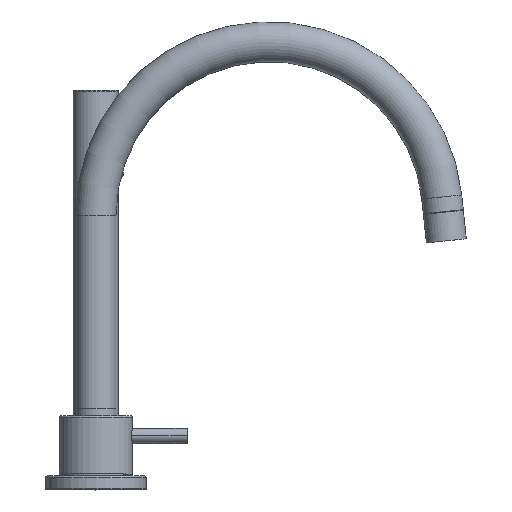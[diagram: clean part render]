
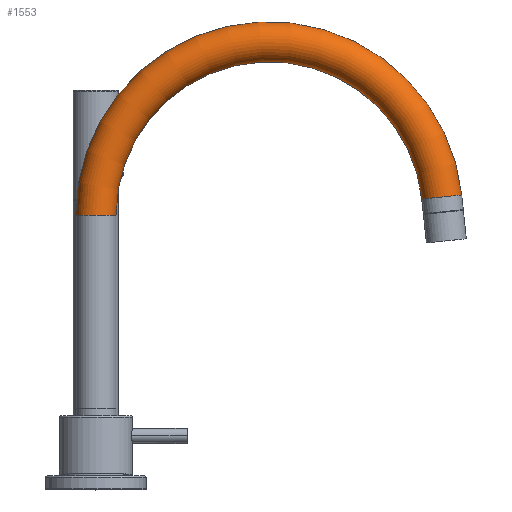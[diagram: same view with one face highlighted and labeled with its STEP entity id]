
A CAD part, top view. The second image highlights one B-rep face of the part: STEP entity #1553.
In plain terms, the highlighted toroidal (fillet/blend) face has major radius 2413 mm and minor radius 279.4 mm.
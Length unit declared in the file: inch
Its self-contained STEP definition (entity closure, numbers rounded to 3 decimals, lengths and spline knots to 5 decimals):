
#1380=CARTESIAN_POINT('',(0.,150.,0.));
#1381=DIRECTION('',(0.,-1.,0.));
#1382=DIRECTION('',(1.,0.,0.));
#1383=AXIS2_PLACEMENT_3D('',#1380,#1381,#1382);
#1389=CARTESIAN_POINT('',(189.47958,159.9302,0.));
#1390=DIRECTION('',(-0.105,0.995,0.));
#1391=DIRECTION('',(-0.995,-0.105,0.));
#1392=AXIS2_PLACEMENT_3D('',#1389,#1390,#1391);
#1394=CARTESIAN_POINT('',(95.,150.,0.));
#1395=DIRECTION('',(0.,0.,1.));
#1396=DIRECTION('',(0.995,0.105,0.));
#1397=AXIS2_PLACEMENT_3D('',#1394,#1395,#1396);
#1432=CARTESIAN_POINT('',(95.,150.,0.));
#1433=DIRECTION('',(0.,0.,1.));
#1434=DIRECTION('',(0.995,0.105,0.));
#1435=AXIS2_PLACEMENT_3D('',#1432,#1433,#1434);
#1457=CARTESIAN_POINT('',(178.53984,158.78039,0.));
#1458=CARTESIAN_POINT('',(200.41932,161.08001,0.));
#1459=VERTEX_POINT('',#1457);
#1460=VERTEX_POINT('',#1458);
#1461=CARTESIAN_POINT('',(11.,150.,0.));
#1462=CARTESIAN_POINT('',(-11.,150.,0.));
#1463=VERTEX_POINT('',#1461);
#1464=VERTEX_POINT('',#1462);
#1539=CARTESIAN_POINT('',(95.,150.,0.));
#1540=DIRECTION('',(0.,0.,1.));
#1541=DIRECTION('',(-0.995,-0.105,0.));
#1542=AXIS2_PLACEMENT_3D('',#1539,#1540,#1541);
#1543=TOROIDAL_SURFACE('',#1542,95.,11.);
#1545=ORIENTED_EDGE('',*,*,#1544,.F.);
#1547=ORIENTED_EDGE('',*,*,#1546,.T.);
#1548=ORIENTED_EDGE('',*,*,#1533,.T.);
#1550=ORIENTED_EDGE('',*,*,#1549,.F.);
#1551=EDGE_LOOP('',(#1545,#1547,#1548,#1550));
#1552=FACE_OUTER_BOUND('',#1551,.F.);
#1553=ADVANCED_FACE('',(#1552),#1543,.T.);
#1384=CIRCLE('',#1383,11.);
#1393=CIRCLE('',#1392,11.);
#1398=CIRCLE('',#1397,84.);
#1436=CIRCLE('',#1435,106.);
#1533=EDGE_CURVE('',#1463,#1464,#1384,.T.);
#1544=EDGE_CURVE('',#1459,#1460,#1393,.T.);
#1546=EDGE_CURVE('',#1459,#1463,#1398,.T.);
#1549=EDGE_CURVE('',#1460,#1464,#1436,.T.);
